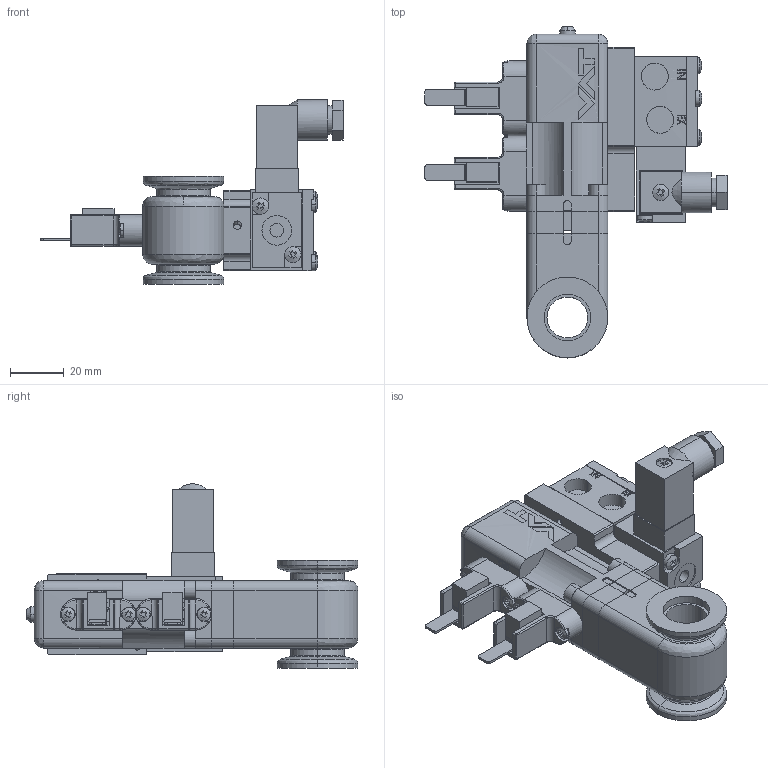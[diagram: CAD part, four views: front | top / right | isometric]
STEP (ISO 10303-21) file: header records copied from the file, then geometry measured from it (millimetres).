
FILE_DESCRIPTION (( 'STEP AP214' ), '1' );
FILE_NAME ('PFD38500.step', '2017-07-10T11:04:44', ( 'install' ), ( '' ), 'SwSTEP 2.0', 'SolidWorks 2015', '' );
FILE_SCHEMA (( 'AUTOMOTIVE_DESIGN' ));
Length unit declared in the file: millimetre
Products named in the file (1): PFD38500
Bounding box: 112 x 123 x 68.3 mm (x, y, z)
Surface area: 43206.3 mm2 (no closed solid volume)
Topology: 0 solids, 32 shells, 650 faces, 2081 edges, 1475 vertices
Faces by surface type: plane 419, cylinder 154, bspline 48, torus 16, cone 13
Entity records: 34601 total; most frequent: CARTESIAN_POINT 13721, ORIENTED_EDGE 3467, DIRECTION 3075, EDGE_CURVE 2061, VERTEX_POINT 1473, VECTOR 1239, LINE 1239, AXIS2_PLACEMENT_3D 918
